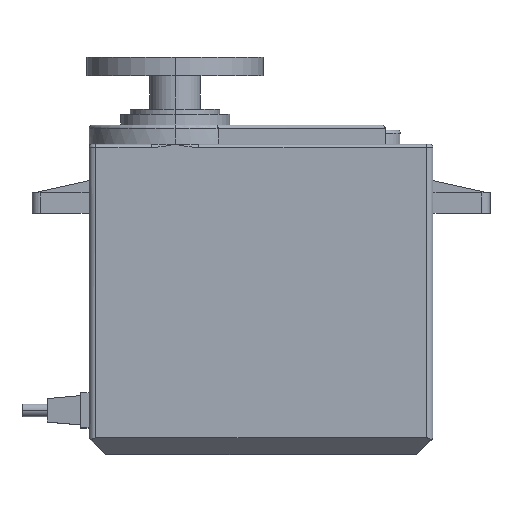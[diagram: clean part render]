
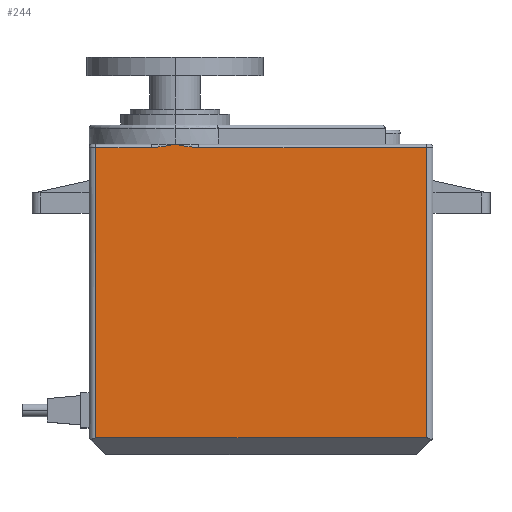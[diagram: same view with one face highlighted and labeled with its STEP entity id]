
A CAD part, top view. The second image highlights one B-rep face of the part: STEP entity #244.
In plain terms, the highlighted planar face has unit normal (0, 0, 1).
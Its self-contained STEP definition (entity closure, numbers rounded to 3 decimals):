
#40 = CARTESIAN_POINT ( 'NONE',  ( -19.7, 2., 10.25 ) ) ;
#42 = ORIENTED_EDGE ( 'NONE', *, *, #3162, .T. ) ;
#54 = VECTOR ( 'NONE', #412, 1000. ) ;
#86 = B_SPLINE_CURVE_WITH_KNOTS ( 'NONE', 3,
 ( #1427, #2957, #3739, #4600, #2700, #2300 ),
 .UNSPECIFIED., .F., .F.,
 ( 4, 2, 4 ),
 ( 0., 0.001, 0.003 ),
 .UNSPECIFIED. ) ;
#204 = FACE_OUTER_BOUND ( 'NONE', #924, .T. ) ;
#219 = CARTESIAN_POINT ( 'NONE',  ( -8.369, 36.66, 10.25 ) ) ;
#244 = ADVANCED_FACE ( 'NONE', ( #204 ), #2482, .F. ) ;
#412 = DIRECTION ( 'NONE',  ( 0., -1., 0. ) ) ;
#541 = DIRECTION ( 'NONE',  ( -1., 0., 0. ) ) ;
#582 = LINE ( 'NONE', #1408, #2804 ) ;
#595 = VERTEX_POINT ( 'NONE', #2455 ) ;
#649 = DIRECTION ( 'NONE',  ( 0., 0., -1. ) ) ;
#924 = EDGE_LOOP ( 'NONE', ( #1169, #1107, #2787, #42, #2072, #1014, #2754 ) ) ;
#986 = CARTESIAN_POINT ( 'NONE',  ( -9.313, 36.811, 10.25 ) ) ;
#1013 = CARTESIAN_POINT ( 'NONE',  ( -7.893, 36.6, 10.25 ) ) ;
#1014 = ORIENTED_EDGE ( 'NONE', *, *, #3938, .T. ) ;
#1107 = ORIENTED_EDGE ( 'NONE', *, *, #4284, .T. ) ;
#1169 = ORIENTED_EDGE ( 'NONE', *, *, #2727, .T. ) ;
#1306 = CARTESIAN_POINT ( 'NONE',  ( -20.5, 36.6, 10.25 ) ) ;
#1400 = CARTESIAN_POINT ( 'NONE',  ( -20.5, 37., 10.25 ) ) ;
#1408 = CARTESIAN_POINT ( 'NONE',  ( 19.7, 37., 10.25 ) ) ;
#1427 = CARTESIAN_POINT ( 'NONE',  ( -10.25, 37., 10.25 ) ) ;
#1462 = B_SPLINE_CURVE_WITH_KNOTS ( 'NONE', 3,
 ( #4448, #1013, #219, #986, #1744, #4770 ),
 .UNSPECIFIED., .F., .F.,
 ( 4, 2, 4 ),
 ( 0., 0.001, 0.003 ),
 .UNSPECIFIED. ) ;
#1590 = CARTESIAN_POINT ( 'NONE',  ( 19.7, 2., 10.25 ) ) ;
#1698 = VERTEX_POINT ( 'NONE', #3064 ) ;
#1744 = CARTESIAN_POINT ( 'NONE',  ( -9.781, 36.906, 10.25 ) ) ;
#1783 = VECTOR ( 'NONE', #4442, 1000. ) ;
#1878 = EDGE_CURVE ( 'NONE', #4520, #2116, #2919, .T. ) ;
#2072 = ORIENTED_EDGE ( 'NONE', *, *, #3668, .T. ) ;
#2116 = VERTEX_POINT ( 'NONE', #1590 ) ;
#2287 = LINE ( 'NONE', #4944, #54 ) ;
#2300 = CARTESIAN_POINT ( 'NONE',  ( -13.085, 36.6, 10.25 ) ) ;
#2455 = CARTESIAN_POINT ( 'NONE',  ( -10.25, 37., 10.25 ) ) ;
#2482 = PLANE ( 'NONE',  #3345 ) ;
#2661 = CARTESIAN_POINT ( 'NONE',  ( -19.7, 36.6, 10.25 ) ) ;
#2700 = CARTESIAN_POINT ( 'NONE',  ( -12.607, 36.6, 10.25 ) ) ;
#2727 = EDGE_CURVE ( 'NONE', #2116, #4630, #582, .T. ) ;
#2754 = ORIENTED_EDGE ( 'NONE', *, *, #1878, .T. ) ;
#2787 = ORIENTED_EDGE ( 'NONE', *, *, #3456, .T. ) ;
#2804 = VECTOR ( 'NONE', #4463, 1000. ) ;
#2813 = LINE ( 'NONE', #1306, #2935 ) ;
#2919 = LINE ( 'NONE', #4048, #1783 ) ;
#2935 = VECTOR ( 'NONE', #541, 1000. ) ;
#2957 = CARTESIAN_POINT ( 'NONE',  ( -10.718, 36.906, 10.25 ) ) ;
#3064 = CARTESIAN_POINT ( 'NONE',  ( -13.085, 36.6, 10.25 ) ) ;
#3162 = EDGE_CURVE ( 'NONE', #595, #1698, #86, .T. ) ;
#3209 = DIRECTION ( 'NONE',  ( -1., 0., 0. ) ) ;
#3239 = CARTESIAN_POINT ( 'NONE',  ( -20.5, 36.6, 10.25 ) ) ;
#3253 = CARTESIAN_POINT ( 'NONE',  ( -7.415, 36.6, 10.25 ) ) ;
#3316 = DIRECTION ( 'NONE',  ( -1., 0., 0. ) ) ;
#3345 = AXIS2_PLACEMENT_3D ( 'NONE', #1400, #649, #3209 ) ;
#3360 = VERTEX_POINT ( 'NONE', #3253 ) ;
#3456 = EDGE_CURVE ( 'NONE', #3360, #595, #1462, .T. ) ;
#3639 = LINE ( 'NONE', #3239, #4040 ) ;
#3668 = EDGE_CURVE ( 'NONE', #1698, #3971, #2813, .T. ) ;
#3739 = CARTESIAN_POINT ( 'NONE',  ( -11.187, 36.811, 10.25 ) ) ;
#3938 = EDGE_CURVE ( 'NONE', #3971, #4520, #2287, .T. ) ;
#3971 = VERTEX_POINT ( 'NONE', #2661 ) ;
#4040 = VECTOR ( 'NONE', #3316, 1000. ) ;
#4048 = CARTESIAN_POINT ( 'NONE',  ( 20.5, 2., 10.25 ) ) ;
#4280 = CARTESIAN_POINT ( 'NONE',  ( 19.7, 36.6, 10.25 ) ) ;
#4284 = EDGE_CURVE ( 'NONE', #4630, #3360, #3639, .T. ) ;
#4442 = DIRECTION ( 'NONE',  ( 1., 0., 0. ) ) ;
#4448 = CARTESIAN_POINT ( 'NONE',  ( -7.415, 36.6, 10.25 ) ) ;
#4463 = DIRECTION ( 'NONE',  ( 0., 1., 0. ) ) ;
#4520 = VERTEX_POINT ( 'NONE', #40 ) ;
#4600 = CARTESIAN_POINT ( 'NONE',  ( -12.131, 36.66, 10.25 ) ) ;
#4630 = VERTEX_POINT ( 'NONE', #4280 ) ;
#4770 = CARTESIAN_POINT ( 'NONE',  ( -10.25, 37., 10.25 ) ) ;
#4944 = CARTESIAN_POINT ( 'NONE',  ( -19.7, 37., 10.25 ) ) ;
